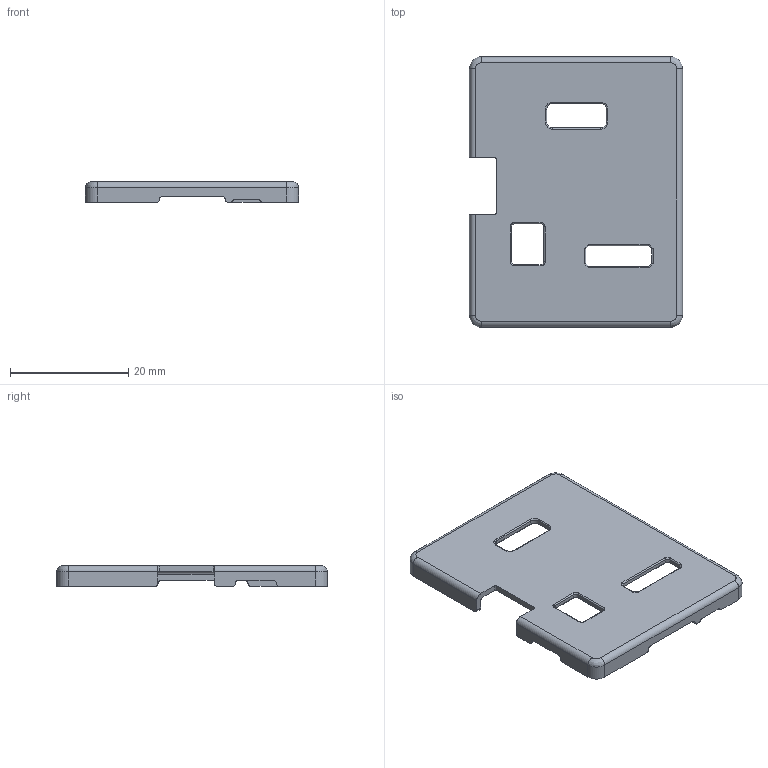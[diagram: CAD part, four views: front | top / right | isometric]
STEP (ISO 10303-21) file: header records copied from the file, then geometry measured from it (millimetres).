
FILE_DESCRIPTION(/* description */ (''),/* implementation_level */ '2;1');
FILE_NAME(/* name */ 'top-enclosure.step',/* time_stamp */ '2024-10-14T16:44:56-05:00',/* author */ (''),/* organization */ (''),/* preprocessor_version */ 'ST-DEVELOPER v20',/* originating_system */ 'Autodesk Translation Framework v13.20.0.188',/* authorisation */ '');
FILE_SCHEMA (('AUTOMOTIVE_DESIGN { 1 0 10303 214 3 1 1 }'));
Length unit declared in the file: millimetre
Products named in the file (2): Rover; top body
Assembly tree (1 placements, depth 2):
  Rover
    top body
Bounding box: 36 x 45.7 x 3.5 mm (x, y, z)
Volume: 1776.5 mm3; surface area: 3751.7 mm2
Topology: 1 solids, 1 shells, 148 faces, 374 edges, 228 vertices
Faces by surface type: cylinder 82, plane 42, torus 16, bspline 8
Entity records: 4535 total; most frequent: DIRECTION 832, CARTESIAN_POINT 817, ORIENTED_EDGE 748, EDGE_CURVE 374, AXIS2_PLACEMENT_3D 315, VERTEX_POINT 228, LINE 202, VECTOR 202
